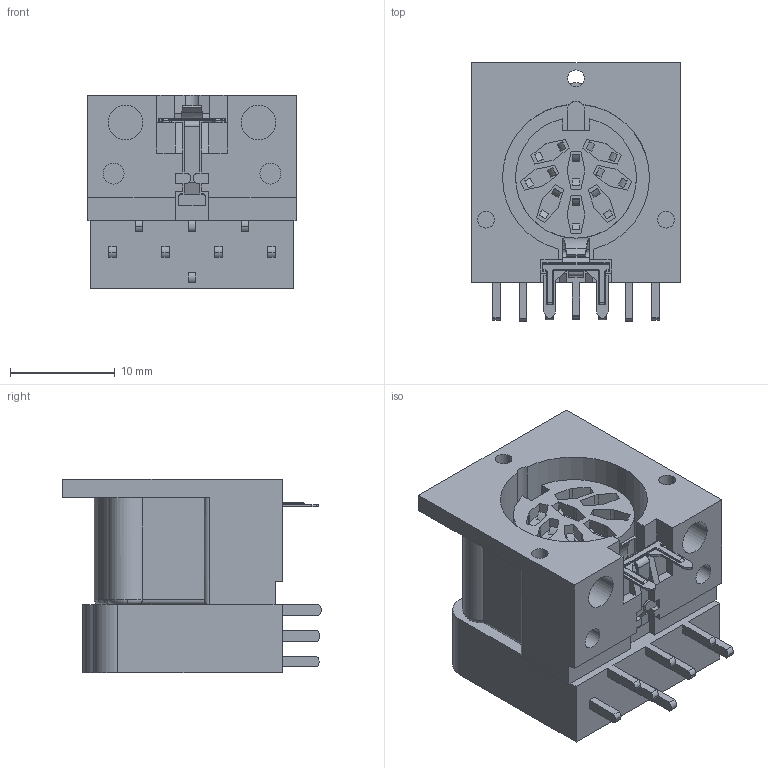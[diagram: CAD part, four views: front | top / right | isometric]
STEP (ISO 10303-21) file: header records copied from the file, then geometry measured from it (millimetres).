
FILE_DESCRIPTION (( 'STEP AP214' ), '1' );
FILE_NAME ('62PC8F.STEP', '2015-12-07T19:49:38', ( '' ), ( '' ), 'SwSTEP 2.0', 'SolidWorks 2014', '' );
FILE_SCHEMA (( 'AUTOMOTIVE_DESIGN' ));
Length unit declared in the file: inch
Products named in the file (1): 62PC8F
Bounding box: 19.96 x 24.72 x 18.52 mm (x, y, z)
Volume: 5245.6 mm3; surface area: 3794 mm2
Topology: 1 solids, 1 shells, 436 faces, 1175 edges, 767 vertices
Faces by surface type: plane 299, cylinder 122, torus 15
Entity records: 13691 total; most frequent: CARTESIAN_POINT 2523, ORIENTED_EDGE 2350, DIRECTION 2267, EDGE_CURVE 1175, VECTOR 901, LINE 901, VERTEX_POINT 767, AXIS2_PLACEMENT_3D 683
